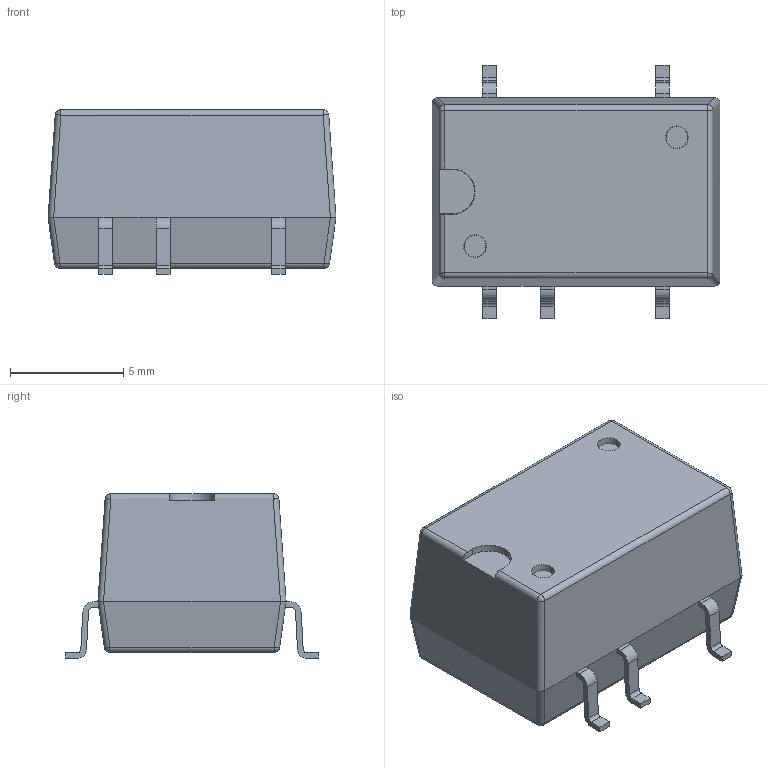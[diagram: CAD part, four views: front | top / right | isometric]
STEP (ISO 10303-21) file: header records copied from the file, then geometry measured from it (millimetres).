
FILE_DESCRIPTION (( 'STEP AP214' ), '1' );
FILE_NAME ('B_XT-1WR2.STEP', '2021-04-10T04:59:32', ( '' ), ( '' ), 'SwSTEP 2.0', 'SolidWorks 2018', '' );
FILE_SCHEMA (( 'AUTOMOTIVE_DESIGN' ));
Length unit declared in the file: millimetre
Products named in the file (1): B_XT-1WR2
Bounding box: 12.7 x 11.2 x 7.25 mm (x, y, z)
Volume: 690.9 mm3; surface area: 492 mm2
Topology: 1 solids, 1 shells, 116 faces, 286 edges, 170 vertices
Faces by surface type: plane 60, cylinder 43, bspline 8, cone 5
Entity records: 4486 total; most frequent: CARTESIAN_POINT 1259, ORIENTED_EDGE 564, DIRECTION 516, EDGE_CURVE 282, LINE 198, VECTOR 198, VERTEX_POINT 170, AXIS2_PLACEMENT_3D 159
